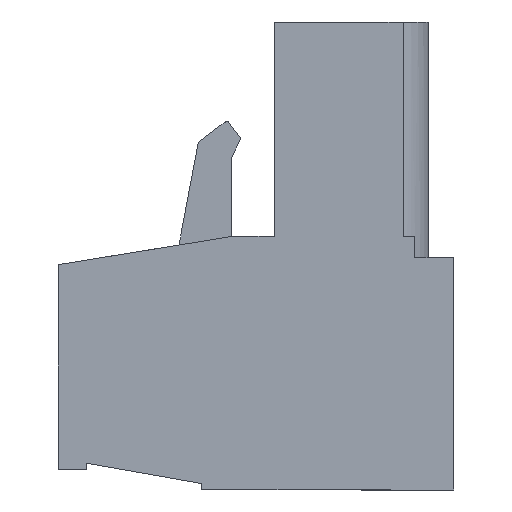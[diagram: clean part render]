
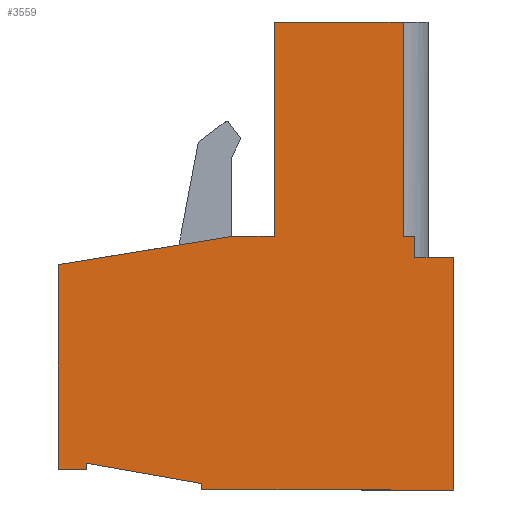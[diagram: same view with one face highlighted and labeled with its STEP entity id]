
A CAD part, left-side view. The second image highlights one B-rep face of the part: STEP entity #3559.
In plain terms, the highlighted planar face has unit normal (-1, 0, 0).
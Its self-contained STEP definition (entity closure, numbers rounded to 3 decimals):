
#3 = EDGE_CURVE ( 'NONE', #6090, #5795, #1721, .T. ) ;
#47 = EDGE_CURVE ( 'NONE', #1713, #1411, #1573, .T. ) ;
#51 = CARTESIAN_POINT ( 'NONE',  ( 0., 1.96, 0.85 ) ) ;
#89 = DIRECTION ( 'NONE',  ( 0., 0., -1. ) ) ;
#148 = DIRECTION ( 'NONE',  ( 0., 0., 1. ) ) ;
#176 = CARTESIAN_POINT ( 'NONE',  ( 0., 6.96, 0.85 ) ) ;
#205 = CARTESIAN_POINT ( 'NONE',  ( 0., 1.51, 0. ) ) ;
#272 = VECTOR ( 'NONE', #2700, 1000. ) ;
#300 = ORIENTED_EDGE ( 'NONE', *, *, #1890, .F. ) ;
#308 = CARTESIAN_POINT ( 'NONE',  ( 0., 9.77, -8.75 ) ) ;
#435 = VECTOR ( 'NONE', #4891, 1000. ) ;
#455 = EDGE_CURVE ( 'NONE', #4604, #5865, #579, .T. ) ;
#570 = ORIENTED_EDGE ( 'NONE', *, *, #5092, .F. ) ;
#577 = CARTESIAN_POINT ( 'NONE',  ( 0., 14.24, -7.96 ) ) ;
#579 = LINE ( 'NONE', #4249, #2999 ) ;
#627 = LINE ( 'NONE', #5595, #4368 ) ;
#636 = FACE_OUTER_BOUND ( 'NONE', #1866, .T. ) ;
#744 = LINE ( 'NONE', #6125, #1884 ) ;
#802 = CARTESIAN_POINT ( 'NONE',  ( 0., 0., 0. ) ) ;
#848 = DIRECTION ( 'NONE',  ( 0., 1., 0. ) ) ;
#885 = CARTESIAN_POINT ( 'NONE',  ( 0., 14.24, -8.2 ) ) ;
#902 = VERTEX_POINT ( 'NONE', #5478 ) ;
#913 = LINE ( 'NONE', #4606, #2182 ) ;
#1025 = CARTESIAN_POINT ( 'NONE',  ( 0., 0., -9. ) ) ;
#1097 = ORIENTED_EDGE ( 'NONE', *, *, #4371, .F. ) ;
#1154 = EDGE_CURVE ( 'NONE', #4383, #1713, #5633, .T. ) ;
#1191 = ORIENTED_EDGE ( 'NONE', *, *, #2547, .F. ) ;
#1208 = DIRECTION ( 'NONE',  ( 0., -0.987, 0.16 ) ) ;
#1256 = VERTEX_POINT ( 'NONE', #4936 ) ;
#1358 = VECTOR ( 'NONE', #148, 1000. ) ;
#1378 = CARTESIAN_POINT ( 'NONE',  ( 0., 1.51, 0. ) ) ;
#1411 = VERTEX_POINT ( 'NONE', #4066 ) ;
#1432 = VECTOR ( 'NONE', #89, 1000. ) ;
#1462 = EDGE_CURVE ( 'NONE', #902, #4604, #2922, .T. ) ;
#1500 = LINE ( 'NONE', #176, #1358 ) ;
#1521 = DIRECTION ( 'NONE',  ( 0., 1., 0. ) ) ;
#1573 = LINE ( 'NONE', #577, #1432 ) ;
#1706 = LINE ( 'NONE', #3446, #4156 ) ;
#1713 = VERTEX_POINT ( 'NONE', #1729 ) ;
#1721 = LINE ( 'NONE', #5054, #435 ) ;
#1729 = CARTESIAN_POINT ( 'NONE',  ( 0., 14.24, -7.96 ) ) ;
#1810 = EDGE_CURVE ( 'NONE', #1411, #3048, #1945, .T. ) ;
#1866 = EDGE_LOOP ( 'NONE', ( #2677, #1894, #5409, #3561, #3285, #300, #1191, #5529, #5370, #4787, #3053, #5365, #1097, #570, #2881 ) ) ;
#1884 = VECTOR ( 'NONE', #4730, 1000. ) ;
#1888 = VERTEX_POINT ( 'NONE', #205 ) ;
#1890 = EDGE_CURVE ( 'NONE', #1256, #902, #1500, .T. ) ;
#1894 = ORIENTED_EDGE ( 'NONE', *, *, #5314, .F. ) ;
#1915 = EDGE_CURVE ( 'NONE', #5865, #4866, #2460, .T. ) ;
#1933 = VECTOR ( 'NONE', #5864, 1000. ) ;
#1945 = LINE ( 'NONE', #885, #3084 ) ;
#1964 = CARTESIAN_POINT ( 'NONE',  ( 0., 15.33, -8.2 ) ) ;
#2042 = CARTESIAN_POINT ( 'NONE',  ( 0., 9.77, -9. ) ) ;
#2115 = VECTOR ( 'NONE', #1521, 1000. ) ;
#2159 = CARTESIAN_POINT ( 'NONE',  ( 0., 1.51, 0.85 ) ) ;
#2182 = VECTOR ( 'NONE', #1208, 1000. ) ;
#2460 = LINE ( 'NONE', #51, #4908 ) ;
#2525 = CARTESIAN_POINT ( 'NONE',  ( 0., 15.33, -8.2 ) ) ;
#2547 = EDGE_CURVE ( 'NONE', #5734, #1256, #1706, .T. ) ;
#2677 = ORIENTED_EDGE ( 'NONE', *, *, #5355, .F. ) ;
#2700 = DIRECTION ( 'NONE',  ( 0., 0., 1. ) ) ;
#2872 = VECTOR ( 'NONE', #3320, 1000. ) ;
#2881 = ORIENTED_EDGE ( 'NONE', *, *, #3, .F. ) ;
#2922 = LINE ( 'NONE', #3697, #5344 ) ;
#2983 = LINE ( 'NONE', #2525, #272 ) ;
#2999 = VECTOR ( 'NONE', #3600, 1000. ) ;
#3048 = VERTEX_POINT ( 'NONE', #1964 ) ;
#3053 = ORIENTED_EDGE ( 'NONE', *, *, #47, .F. ) ;
#3084 = VECTOR ( 'NONE', #848, 1000. ) ;
#3285 = ORIENTED_EDGE ( 'NONE', *, *, #1462, .F. ) ;
#3320 = DIRECTION ( 'NONE',  ( 0., -1., 0. ) ) ;
#3348 = EDGE_CURVE ( 'NONE', #3048, #4495, #2983, .T. ) ;
#3373 = CARTESIAN_POINT ( 'NONE',  ( 0., 1.96, 9.15 ) ) ;
#3413 = DIRECTION ( 'NONE',  ( 0., -1., 0. ) ) ;
#3446 = CARTESIAN_POINT ( 'NONE',  ( 0., 8.49, 0.85 ) ) ;
#3559 = ADVANCED_FACE ( 'NONE', ( #636 ), #6147, .F. ) ;
#3561 = ORIENTED_EDGE ( 'NONE', *, *, #455, .F. ) ;
#3600 = DIRECTION ( 'NONE',  ( 0., 0., -1. ) ) ;
#3697 = CARTESIAN_POINT ( 'NONE',  ( 0., 6.96, 9.15 ) ) ;
#3726 = CARTESIAN_POINT ( 'NONE',  ( 0., 0., -9. ) ) ;
#3733 = DIRECTION ( 'NONE',  ( 0., -1., 0. ) ) ;
#3786 = CARTESIAN_POINT ( 'NONE',  ( 0., 15.33, -0.26 ) ) ;
#4066 = CARTESIAN_POINT ( 'NONE',  ( 0., 14.24, -8.2 ) ) ;
#4156 = VECTOR ( 'NONE', #3413, 1000. ) ;
#4190 = LINE ( 'NONE', #1378, #2872 ) ;
#4249 = CARTESIAN_POINT ( 'NONE',  ( 0., 1.96, 9.15 ) ) ;
#4368 = VECTOR ( 'NONE', #6037, 1000. ) ;
#4371 = EDGE_CURVE ( 'NONE', #6136, #4383, #627, .T. ) ;
#4383 = VERTEX_POINT ( 'NONE', #308 ) ;
#4495 = VERTEX_POINT ( 'NONE', #3786 ) ;
#4564 = AXIS2_PLACEMENT_3D ( 'NONE', #802, #6041, #5922 ) ;
#4604 = VERTEX_POINT ( 'NONE', #3373 ) ;
#4606 = CARTESIAN_POINT ( 'NONE',  ( 0., 15.33, -0.26 ) ) ;
#4613 = CARTESIAN_POINT ( 'NONE',  ( 0., 8.49, 0.85 ) ) ;
#4730 = DIRECTION ( 'NONE',  ( 0., 0., -1. ) ) ;
#4787 = ORIENTED_EDGE ( 'NONE', *, *, #1810, .F. ) ;
#4858 = EDGE_CURVE ( 'NONE', #4495, #5734, #913, .T. ) ;
#4866 = VERTEX_POINT ( 'NONE', #2159 ) ;
#4875 = CARTESIAN_POINT ( 'NONE',  ( 0., 0., 0. ) ) ;
#4891 = DIRECTION ( 'NONE',  ( 0., 0., -1. ) ) ;
#4908 = VECTOR ( 'NONE', #5682, 1000. ) ;
#4936 = CARTESIAN_POINT ( 'NONE',  ( 0., 6.96, 0.85 ) ) ;
#5054 = CARTESIAN_POINT ( 'NONE',  ( 0., 0., 0. ) ) ;
#5092 = EDGE_CURVE ( 'NONE', #5795, #6136, #5950, .T. ) ;
#5314 = EDGE_CURVE ( 'NONE', #4866, #1888, #744, .T. ) ;
#5344 = VECTOR ( 'NONE', #3733, 1000. ) ;
#5355 = EDGE_CURVE ( 'NONE', #1888, #6090, #4190, .T. ) ;
#5365 = ORIENTED_EDGE ( 'NONE', *, *, #1154, .F. ) ;
#5370 = ORIENTED_EDGE ( 'NONE', *, *, #3348, .F. ) ;
#5409 = ORIENTED_EDGE ( 'NONE', *, *, #1915, .F. ) ;
#5478 = CARTESIAN_POINT ( 'NONE',  ( 0., 6.96, 9.15 ) ) ;
#5529 = ORIENTED_EDGE ( 'NONE', *, *, #4858, .F. ) ;
#5595 = CARTESIAN_POINT ( 'NONE',  ( 0., 9.77, -9. ) ) ;
#5633 = LINE ( 'NONE', #5900, #1933 ) ;
#5682 = DIRECTION ( 'NONE',  ( 0., -1., 0. ) ) ;
#5734 = VERTEX_POINT ( 'NONE', #4613 ) ;
#5795 = VERTEX_POINT ( 'NONE', #3726 ) ;
#5864 = DIRECTION ( 'NONE',  ( 0., 0.985, 0.174 ) ) ;
#5865 = VERTEX_POINT ( 'NONE', #6122 ) ;
#5900 = CARTESIAN_POINT ( 'NONE',  ( 0., 9.77, -8.75 ) ) ;
#5922 = DIRECTION ( 'NONE',  ( 0., 0., -1. ) ) ;
#5950 = LINE ( 'NONE', #1025, #2115 ) ;
#6037 = DIRECTION ( 'NONE',  ( 0., 0., 1. ) ) ;
#6041 = DIRECTION ( 'NONE',  ( 1., 0., 0. ) ) ;
#6090 = VERTEX_POINT ( 'NONE', #4875 ) ;
#6122 = CARTESIAN_POINT ( 'NONE',  ( 0., 1.96, 0.85 ) ) ;
#6125 = CARTESIAN_POINT ( 'NONE',  ( 0., 1.51, 0.85 ) ) ;
#6136 = VERTEX_POINT ( 'NONE', #2042 ) ;
#6147 = PLANE ( 'NONE',  #4564 ) ;
